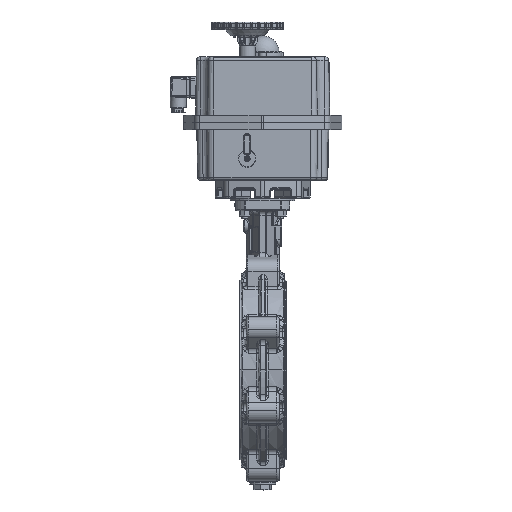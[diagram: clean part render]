
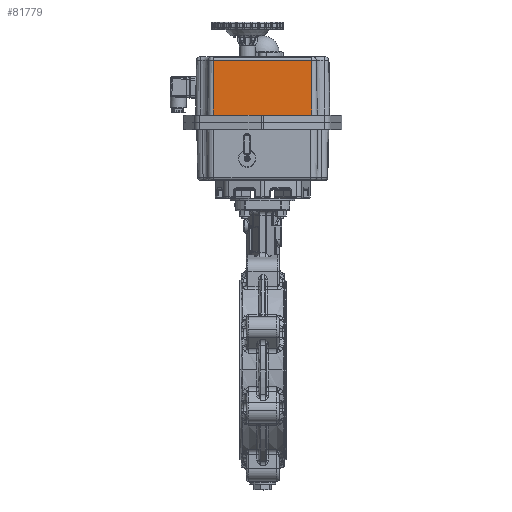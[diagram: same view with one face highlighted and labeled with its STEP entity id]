
A CAD part, top view. The second image highlights one B-rep face of the part: STEP entity #81779.
In plain terms, the highlighted planar face has unit normal (-0.005, 0.018, 1).
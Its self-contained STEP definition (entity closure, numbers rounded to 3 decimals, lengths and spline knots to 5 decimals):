
#850 = CARTESIAN_POINT ( 'NONE',  ( -0.11697, 0.37186, 0.51533 ) ) ;
#3883 = CARTESIAN_POINT ( 'NONE',  ( -0.11698, 0.29617, 0.51665 ) ) ;
#11497 = EDGE_CURVE ( 'NONE', #98435, #107310, #53116, .T. ) ;
#13257 = PLANE ( 'NONE',  #64317 ) ;
#16669 = ORIENTED_EDGE ( 'NONE', *, *, #92537, .F. ) ;
#19133 = ORIENTED_EDGE ( 'NONE', *, *, #11497, .T. ) ;
#27391 = VECTOR ( 'NONE', #95522, 1. ) ;
#28021 = VERTEX_POINT ( 'NONE', #3883 ) ;
#36522 = ORIENTED_EDGE ( 'NONE', *, *, #73099, .F. ) ;
#37556 = VECTOR ( 'NONE', #105792, 1. ) ;
#39791 = LINE ( 'NONE', #111448, #27391 ) ;
#41400 = DIRECTION ( 'NONE',  ( -0.006, 0.017, 1. ) ) ;
#41979 = FACE_OUTER_BOUND ( 'NONE', #64679, .T. ) ;
#42390 = CARTESIAN_POINT ( 'NONE',  ( 0.01884, 0.29617, 0.5174 ) ) ;
#44318 = DIRECTION ( 'NONE',  ( 0., 1., -0.017 ) ) ;
#44480 = LINE ( 'NONE', #80273, #112050 ) ;
#53116 = LINE ( 'NONE', #81271, #62717 ) ;
#59029 = CARTESIAN_POINT ( 'NONE',  ( 0.01884, 0.28617, 0.51757 ) ) ;
#62717 = VECTOR ( 'NONE', #44318, 1. ) ;
#64317 = AXIS2_PLACEMENT_3D ( 'NONE', #59029, #41400, #112490 ) ;
#64679 = EDGE_LOOP ( 'NONE', ( #36522, #82891, #16669, #19133 ) ) ;
#65000 = VERTEX_POINT ( 'NONE', #850 ) ;
#70886 = EDGE_CURVE ( 'NONE', #28021, #65000, #39791, .T. ) ;
#73099 = EDGE_CURVE ( 'NONE', #65000, #107310, #44480, .T. ) ;
#73206 = DIRECTION ( 'NONE',  ( 1., 0., 0.006 ) ) ;
#77617 = LINE ( 'NONE', #42390, #37556 ) ;
#80273 = CARTESIAN_POINT ( 'NONE',  ( -0.11697, 0.37186, 0.51533 ) ) ;
#81271 = CARTESIAN_POINT ( 'NONE',  ( 0.01884, 0.29617, 0.5174 ) ) ;
#81779 = ADVANCED_FACE ( 'NONE', ( #41979 ), #13257, .T. ) ;
#82891 = ORIENTED_EDGE ( 'NONE', *, *, #70886, .F. ) ;
#89812 = CARTESIAN_POINT ( 'NONE',  ( 0.01885, 0.37186, 0.51608 ) ) ;
#92537 = EDGE_CURVE ( 'NONE', #98435, #28021, #77617, .T. ) ;
#95522 = DIRECTION ( 'NONE',  ( 0., 1., -0.017 ) ) ;
#98435 = VERTEX_POINT ( 'NONE', #115028 ) ;
#105792 = DIRECTION ( 'NONE',  ( -1., 0., -0.006 ) ) ;
#107310 = VERTEX_POINT ( 'NONE', #89812 ) ;
#111448 = CARTESIAN_POINT ( 'NONE',  ( -0.11698, 0.29617, 0.51665 ) ) ;
#112050 = VECTOR ( 'NONE', #73206, 1. ) ;
#112490 = DIRECTION ( 'NONE',  ( -1., 0., -0.006 ) ) ;
#115028 = CARTESIAN_POINT ( 'NONE',  ( 0.01884, 0.29617, 0.5174 ) ) ;
